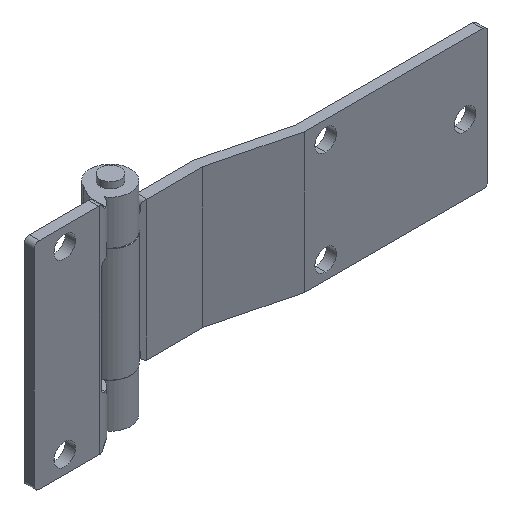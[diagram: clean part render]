
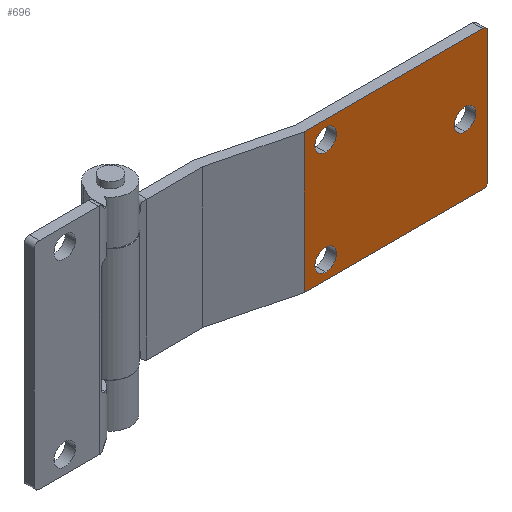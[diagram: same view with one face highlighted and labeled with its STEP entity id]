
A CAD part, isometric view. The second image highlights one B-rep face of the part: STEP entity #696.
In plain terms, the highlighted planar face has unit normal (0, -1, 0).
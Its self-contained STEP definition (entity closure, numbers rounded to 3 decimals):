
#329 = VERTEX_POINT ( 'NONE', #1554 ) ;
#334 = VERTEX_POINT ( 'NONE', #1574 ) ;
#336 = EDGE_CURVE ( 'NONE', #334, #337, #1573, .T. ) ;
#337 = VERTEX_POINT ( 'NONE', #1682 ) ;
#342 = EDGE_CURVE ( 'NONE', #546, #343, #1677, .T. ) ;
#343 = VERTEX_POINT ( 'NONE', #1563 ) ;
#546 = VERTEX_POINT ( 'NONE', #2005 ) ;
#550 = EDGE_CURVE ( 'NONE', #329, #551, #1957, .T. ) ;
#551 = VERTEX_POINT ( 'NONE', #1952 ) ;
#557 = VERTEX_POINT ( 'NONE', #2127 ) ;
#582 = VERTEX_POINT ( 'NONE', #2176 ) ;
#587 = VERTEX_POINT ( 'NONE', #2105 ) ;
#621 = EDGE_CURVE ( 'NONE', #582, #587, #2143, .T. ) ;
#654 = EDGE_LOOP ( 'NONE', ( #655, #685 ) ) ;
#655 = ORIENTED_EDGE ( 'NONE', *, *, #684, .F. ) ;
#680 = VERTEX_POINT ( 'NONE', #2232 ) ;
#684 = EDGE_CURVE ( 'NONE', #343, #546, #2226, .T. ) ;
#685 = ORIENTED_EDGE ( 'NONE', *, *, #342, .F. ) ;
#686 = EDGE_LOOP ( 'NONE', ( #687, #890 ) ) ;
#687 = ORIENTED_EDGE ( 'NONE', *, *, #961, .F. ) ;
#693 = EDGE_CURVE ( 'NONE', #582, #680, #2209, .T. ) ;
#696 = ADVANCED_FACE ( 'NONE', ( #2205, #2204, #2203, #2202 ), #2201, .F. ) ;
#704 = VERTEX_POINT ( 'NONE', #2358 ) ;
#709 = EDGE_CURVE ( 'NONE', #557, #704, #2330, .T. ) ;
#710 = EDGE_CURVE ( 'NONE', #680, #718, #2335, .T. ) ;
#718 = VERTEX_POINT ( 'NONE', #2360 ) ;
#723 = ORIENTED_EDGE ( 'NONE', *, *, #693, .T. ) ;
#728 = EDGE_CURVE ( 'NONE', #557, #587, #2348, .T. ) ;
#738 = ORIENTED_EDGE ( 'NONE', *, *, #709, .F. ) ;
#739 = ORIENTED_EDGE ( 'NONE', *, *, #728, .T. ) ;
#883 = ORIENTED_EDGE ( 'NONE', *, *, #336, .F. ) ;
#886 = ORIENTED_EDGE ( 'NONE', *, *, #894, .T. ) ;
#887 = EDGE_CURVE ( 'NONE', #337, #334, #2539, .T. ) ;
#888 = ORIENTED_EDGE ( 'NONE', *, *, #621, .F. ) ;
#889 = ORIENTED_EDGE ( 'NONE', *, *, #887, .F. ) ;
#890 = ORIENTED_EDGE ( 'NONE', *, *, #550, .F. ) ;
#894 = EDGE_CURVE ( 'NONE', #718, #704, #2497, .T. ) ;
#924 = ORIENTED_EDGE ( 'NONE', *, *, #710, .T. ) ;
#961 = EDGE_CURVE ( 'NONE', #551, #329, #2611, .T. ) ;
#968 = EDGE_LOOP ( 'NONE', ( #889, #883 ) ) ;
#969 = EDGE_LOOP ( 'NONE', ( #924, #886, #738, #739, #888, #723 ) ) ;
#1554 = CARTESIAN_POINT ( 'NONE',  ( 76., -9., 24.75 ) ) ;
#1563 = CARTESIAN_POINT ( 'NONE',  ( 76., -9., -24.75 ) ) ;
#1564 = DIRECTION ( 'NONE',  ( 0., 0., -1. ) ) ;
#1565 = DIRECTION ( 'NONE',  ( 0., -1., 0. ) ) ;
#1566 = CARTESIAN_POINT ( 'NONE',  ( 76., -9., -20.5 ) ) ;
#1567 = AXIS2_PLACEMENT_3D ( 'NONE', #1566, #1565, #1564 ) ;
#1570 = DIRECTION ( 'NONE',  ( 0., -1., 0. ) ) ;
#1571 = CARTESIAN_POINT ( 'NONE',  ( 131., -9., 0. ) ) ;
#1572 = AXIS2_PLACEMENT_3D ( 'NONE', #1571, #1570, #1683 ) ;
#1573 = CIRCLE ( 'NONE', #1572, 4.25 ) ;
#1574 = CARTESIAN_POINT ( 'NONE',  ( 131., -9., 4.25 ) ) ;
#1677 = CIRCLE ( 'NONE', #1567, 4.25 ) ;
#1682 = CARTESIAN_POINT ( 'NONE',  ( 131., -9., -4.25 ) ) ;
#1683 = DIRECTION ( 'NONE',  ( 0., 0., -1. ) ) ;
#1952 = CARTESIAN_POINT ( 'NONE',  ( 76., -9., 16.25 ) ) ;
#1953 = DIRECTION ( 'NONE',  ( 0., 0., -1. ) ) ;
#1954 = DIRECTION ( 'NONE',  ( 0., -1., 0. ) ) ;
#1955 = CARTESIAN_POINT ( 'NONE',  ( 76., -9., 20.5 ) ) ;
#1956 = AXIS2_PLACEMENT_3D ( 'NONE', #1955, #1954, #1953 ) ;
#1957 = CIRCLE ( 'NONE', #1956, 4.25 ) ;
#2005 = CARTESIAN_POINT ( 'NONE',  ( 76., -9., -16.25 ) ) ;
#2105 = CARTESIAN_POINT ( 'NONE',  ( 138., -9., 27.5 ) ) ;
#2127 = CARTESIAN_POINT ( 'NONE',  ( 140., -9., 25.5 ) ) ;
#2140 = DIRECTION ( 'NONE',  ( 1., 0., 0. ) ) ;
#2141 = VECTOR ( 'NONE', #2140, 1000. ) ;
#2142 = CARTESIAN_POINT ( 'NONE',  ( 140., -9., 27.5 ) ) ;
#2143 = LINE ( 'NONE', #2142, #2141 ) ;
#2176 = CARTESIAN_POINT ( 'NONE',  ( 67.5, -9., 27.5 ) ) ;
#2197 = DIRECTION ( 'NONE',  ( -1., 0., 0. ) ) ;
#2198 = DIRECTION ( 'NONE',  ( 0., 1., 0. ) ) ;
#2199 = CARTESIAN_POINT ( 'NONE',  ( 140., -9., 27.5 ) ) ;
#2200 = AXIS2_PLACEMENT_3D ( 'NONE', #2199, #2198, #2197 ) ;
#2201 = PLANE ( 'NONE',  #2200 ) ;
#2202 = FACE_OUTER_BOUND ( 'NONE', #969, .T. ) ;
#2203 = FACE_BOUND ( 'NONE', #968, .T. ) ;
#2204 = FACE_BOUND ( 'NONE', #686, .T. ) ;
#2205 = FACE_BOUND ( 'NONE', #654, .T. ) ;
#2206 = DIRECTION ( 'NONE',  ( 0., 0., -1. ) ) ;
#2207 = VECTOR ( 'NONE', #2206, 1000. ) ;
#2208 = CARTESIAN_POINT ( 'NONE',  ( 67.5, -9., 27.5 ) ) ;
#2209 = LINE ( 'NONE', #2208, #2207 ) ;
#2222 = DIRECTION ( 'NONE',  ( 0., 0., -1. ) ) ;
#2223 = DIRECTION ( 'NONE',  ( 0., -1., 0. ) ) ;
#2224 = CARTESIAN_POINT ( 'NONE',  ( 76., -9., -20.5 ) ) ;
#2225 = AXIS2_PLACEMENT_3D ( 'NONE', #2224, #2223, #2222 ) ;
#2226 = CIRCLE ( 'NONE', #2225, 4.25 ) ;
#2232 = CARTESIAN_POINT ( 'NONE',  ( 67.5, -9., -27.5 ) ) ;
#2306 = DIRECTION ( 'NONE',  ( -1., 0., 0. ) ) ;
#2307 = DIRECTION ( 'NONE',  ( 0., -1., 0. ) ) ;
#2308 = CARTESIAN_POINT ( 'NONE',  ( 138., -9., 25.5 ) ) ;
#2309 = AXIS2_PLACEMENT_3D ( 'NONE', #2308, #2307, #2306 ) ;
#2329 = CARTESIAN_POINT ( 'NONE',  ( 140., -9., 27.5 ) ) ;
#2330 = LINE ( 'NONE', #2329, #2332 ) ;
#2331 = DIRECTION ( 'NONE',  ( 0., 0., -1. ) ) ;
#2332 = VECTOR ( 'NONE', #2331, 1000. ) ;
#2333 = VECTOR ( 'NONE', #2359, 1000. ) ;
#2334 = CARTESIAN_POINT ( 'NONE',  ( 140., -9., -27.5 ) ) ;
#2335 = LINE ( 'NONE', #2334, #2333 ) ;
#2348 = CIRCLE ( 'NONE', #2309, 2. ) ;
#2358 = CARTESIAN_POINT ( 'NONE',  ( 140., -9., -25.5 ) ) ;
#2359 = DIRECTION ( 'NONE',  ( 1., 0., 0. ) ) ;
#2360 = CARTESIAN_POINT ( 'NONE',  ( 138., -9., -27.5 ) ) ;
#2493 = DIRECTION ( 'NONE',  ( -1., 0., 0. ) ) ;
#2494 = DIRECTION ( 'NONE',  ( 0., -1., 0. ) ) ;
#2495 = CARTESIAN_POINT ( 'NONE',  ( 138., -9., -25.5 ) ) ;
#2496 = AXIS2_PLACEMENT_3D ( 'NONE', #2495, #2494, #2493 ) ;
#2497 = CIRCLE ( 'NONE', #2496, 2. ) ;
#2535 = DIRECTION ( 'NONE',  ( 0., 0., -1. ) ) ;
#2536 = DIRECTION ( 'NONE',  ( 0., -1., 0. ) ) ;
#2537 = CARTESIAN_POINT ( 'NONE',  ( 131., -9., 0. ) ) ;
#2538 = AXIS2_PLACEMENT_3D ( 'NONE', #2537, #2536, #2535 ) ;
#2539 = CIRCLE ( 'NONE', #2538, 4.25 ) ;
#2611 = CIRCLE ( 'NONE', #2631, 4.25 ) ;
#2628 = DIRECTION ( 'NONE',  ( 0., 0., -1. ) ) ;
#2629 = DIRECTION ( 'NONE',  ( 0., -1., 0. ) ) ;
#2630 = CARTESIAN_POINT ( 'NONE',  ( 76., -9., 20.5 ) ) ;
#2631 = AXIS2_PLACEMENT_3D ( 'NONE', #2630, #2629, #2628 ) ;
